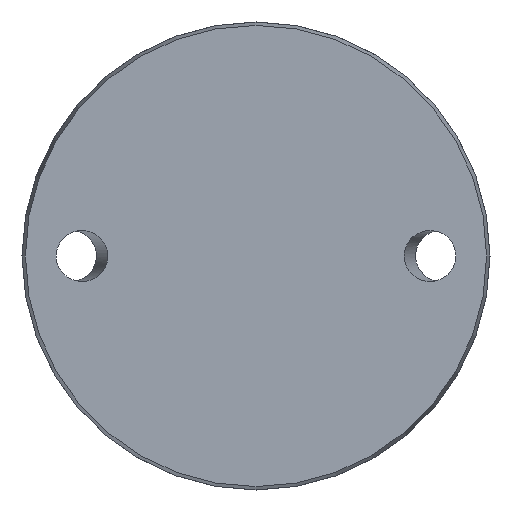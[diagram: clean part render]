
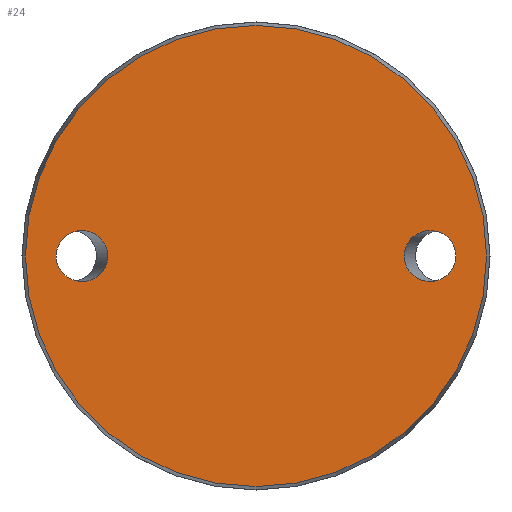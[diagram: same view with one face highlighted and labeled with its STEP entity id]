
A CAD part, front view. The second image highlights one B-rep face of the part: STEP entity #24.
In plain terms, the highlighted planar face has unit normal (0, -1, 0).
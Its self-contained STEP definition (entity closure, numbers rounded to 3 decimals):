
#17 = CARTESIAN_POINT ( 'NONE',  ( -24.691, 0., 8.5 ) ) ;
#22 = EDGE_LOOP ( 'NONE', ( #424 ) ) ;
#24 = ADVANCED_FACE ( 'NONE', ( #496, #485, #215 ), #37, .F. ) ;
#33 = CARTESIAN_POINT ( 'NONE',  ( -33.309, 0., 0. ) ) ;
#37 = PLANE ( 'NONE',  #390 ) ;
#60 = CARTESIAN_POINT ( 'NONE',  ( 24.691, 0., 0. ) ) ;
#73 =( BOUNDED_CURVE ( )  B_SPLINE_CURVE ( 3, ( #695, #363, #17, #78, #245, #471, #306 ),
 .UNSPECIFIED., .T., .T. ) 
 B_SPLINE_CURVE_WITH_KNOTS ( ( 4, 3, 4 ),
 ( 0., 3.142, 6.283 ),
 .UNSPECIFIED. ) 
 CURVE ( )  GEOMETRIC_REPRESENTATION_ITEM ( )  RATIONAL_B_SPLINE_CURVE ( ( 1., 0.333, 0.333, 1., 0.333, 0.333, 1. ) ) 
 REPRESENTATION_ITEM ( '' )  );
#76 = AXIS2_PLACEMENT_3D ( 'NONE', #466, #474, #696 ) ;
#77 = CARTESIAN_POINT ( 'NONE',  ( 24.691, 0., 8.5 ) ) ;
#78 = CARTESIAN_POINT ( 'NONE',  ( -24.691, 0., 0. ) ) ;
#101 = DIRECTION ( 'NONE',  ( 0., 0., 1. ) ) ;
#212 = VERTEX_POINT ( 'NONE', #440 ) ;
#215 = FACE_OUTER_BOUND ( 'NONE', #705, .T. ) ;
#244 = CARTESIAN_POINT ( 'NONE',  ( 33.309, 0., 0. ) ) ;
#245 = CARTESIAN_POINT ( 'NONE',  ( -24.691, 0., -8.5 ) ) ;
#297 = ORIENTED_EDGE ( 'NONE', *, *, #669, .T. ) ;
#306 = CARTESIAN_POINT ( 'NONE',  ( -33.309, 0., 0. ) ) ;
#313 = DIRECTION ( 'NONE',  ( 0., 1., 0. ) ) ;
#314 = EDGE_CURVE ( 'NONE', #338, #338, #73, .T. ) ;
#338 = VERTEX_POINT ( 'NONE', #33 ) ;
#348 = CARTESIAN_POINT ( 'NONE',  ( 33.309, 0., 8.5 ) ) ;
#363 = CARTESIAN_POINT ( 'NONE',  ( -33.309, 0., 8.5 ) ) ;
#390 = AXIS2_PLACEMENT_3D ( 'NONE', #606, #313, #101 ) ;
#398 =( BOUNDED_CURVE ( )  B_SPLINE_CURVE ( 3, ( #653, #637, #528, #60, #77, #348, #244 ),
 .UNSPECIFIED., .T., .T. ) 
 B_SPLINE_CURVE_WITH_KNOTS ( ( 4, 3, 4 ),
 ( 0., 3.142, 6.283 ),
 .UNSPECIFIED. ) 
 CURVE ( )  GEOMETRIC_REPRESENTATION_ITEM ( )  RATIONAL_B_SPLINE_CURVE ( ( 1., 0.333, 0.333, 1., 0.333, 0.333, 1. ) ) 
 REPRESENTATION_ITEM ( '' )  );
#424 = ORIENTED_EDGE ( 'NONE', *, *, #546, .T. ) ;
#440 = CARTESIAN_POINT ( 'NONE',  ( 33.309, 0., 0. ) ) ;
#451 = CARTESIAN_POINT ( 'NONE',  ( 0., 0., -38.425 ) ) ;
#466 = CARTESIAN_POINT ( 'NONE',  ( 0., 0., 0. ) ) ;
#468 = EDGE_LOOP ( 'NONE', ( #624 ) ) ;
#471 = CARTESIAN_POINT ( 'NONE',  ( -33.309, 0., -8.5 ) ) ;
#474 = DIRECTION ( 'NONE',  ( 0., -1., 0. ) ) ;
#485 = FACE_BOUND ( 'NONE', #22, .T. ) ;
#496 = FACE_BOUND ( 'NONE', #468, .T. ) ;
#507 = VERTEX_POINT ( 'NONE', #451 ) ;
#528 = CARTESIAN_POINT ( 'NONE',  ( 24.691, 0., -8.5 ) ) ;
#546 = EDGE_CURVE ( 'NONE', #212, #212, #398, .T. ) ;
#606 = CARTESIAN_POINT ( 'NONE',  ( -38.425, 0., 0. ) ) ;
#617 = CIRCLE ( 'NONE', #76, 38.425 ) ;
#624 = ORIENTED_EDGE ( 'NONE', *, *, #314, .T. ) ;
#637 = CARTESIAN_POINT ( 'NONE',  ( 33.309, 0., -8.5 ) ) ;
#653 = CARTESIAN_POINT ( 'NONE',  ( 33.309, 0., 0. ) ) ;
#669 = EDGE_CURVE ( 'NONE', #507, #507, #617, .T. ) ;
#695 = CARTESIAN_POINT ( 'NONE',  ( -33.309, 0., 0. ) ) ;
#696 = DIRECTION ( 'NONE',  ( 0., 0., -1. ) ) ;
#705 = EDGE_LOOP ( 'NONE', ( #297 ) ) ;
